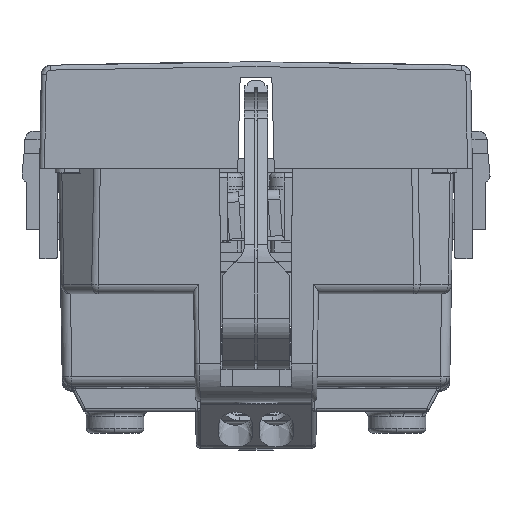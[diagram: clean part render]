
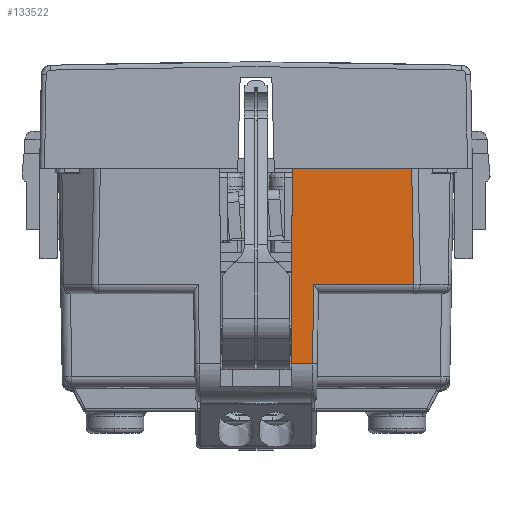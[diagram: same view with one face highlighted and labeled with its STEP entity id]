
A CAD part, left-side view. The second image highlights one B-rep face of the part: STEP entity #133522.
In plain terms, the highlighted planar face has unit normal (-1, 0, -0.018).
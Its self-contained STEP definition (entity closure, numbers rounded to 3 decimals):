
#1084 = CARTESIAN_POINT ( 'NONE',  ( -22.1, 22.277, 30.5 ) ) ;
#2379 = CARTESIAN_POINT ( 'NONE',  ( -21.882, 22.277, 17.983 ) ) ;
#2585 = DIRECTION ( 'NONE',  ( 0.017, 0., -1. ) ) ;
#6253 = EDGE_CURVE ( 'NONE', #137324, #20973, #59414, .T. ) ;
#7743 = CARTESIAN_POINT ( 'NONE',  ( -21.882, -16.349, 17.983 ) ) ;
#9023 = AXIS2_PLACEMENT_3D ( 'NONE', #1084, #37013, #2585 ) ;
#12981 = LINE ( 'NONE', #14813, #40504 ) ;
#14813 = CARTESIAN_POINT ( 'NONE',  ( -22.091, -3.749, 30. ) ) ;
#16052 = LINE ( 'NONE', #54213, #105952 ) ;
#16228 = DIRECTION ( 'NONE',  ( 0.017, 0.017, -1. ) ) ;
#20973 = VERTEX_POINT ( 'NONE', #150011 ) ;
#21618 = CARTESIAN_POINT ( 'NONE',  ( -22.091, -3.749, 30. ) ) ;
#23510 = EDGE_CURVE ( 'NONE', #91559, #90615, #26000, .T. ) ;
#26000 = LINE ( 'NONE', #2379, #86435 ) ;
#32583 = VECTOR ( 'NONE', #16228, 1000. ) ;
#32930 = DIRECTION ( 'NONE',  ( 0., -1., 0. ) ) ;
#37013 = DIRECTION ( 'NONE',  ( -1., 0., -0.017 ) ) ;
#40504 = VECTOR ( 'NONE', #60017, 1000. ) ;
#44512 = FACE_OUTER_BOUND ( 'NONE', #119809, .T. ) ;
#53667 = LINE ( 'NONE', #97054, #57367 ) ;
#54213 = CARTESIAN_POINT ( 'NONE',  ( -22.091, -16.116, 29.993 ) ) ;
#55776 = VECTOR ( 'NONE', #32930, 1000. ) ;
#57367 = VECTOR ( 'NONE', #97537, 1000. ) ;
#59120 = PLANE ( 'NONE',  #9023 ) ;
#59414 = LINE ( 'NONE', #21618, #55776 ) ;
#60017 = DIRECTION ( 'NONE',  ( 0.017, 0.004, -1. ) ) ;
#62446 = ORIENTED_EDGE ( 'NONE', *, *, #6253, .F. ) ;
#64494 = DIRECTION ( 'NONE',  ( -0.017, 0.019, 1. ) ) ;
#64980 = CARTESIAN_POINT ( 'NONE',  ( -21.882, -5.985, 17.983 ) ) ;
#66068 = EDGE_CURVE ( 'NONE', #137324, #84989, #12981, .T. ) ;
#68515 = CARTESIAN_POINT ( 'NONE',  ( -21.737, -5.841, 9.73 ) ) ;
#73485 = EDGE_CURVE ( 'NONE', #84989, #106086, #53667, .T. ) ;
#83412 = EDGE_CURVE ( 'NONE', #90615, #20973, #16052, .T. ) ;
#84989 = VERTEX_POINT ( 'NONE', #119573 ) ;
#86435 = VECTOR ( 'NONE', #96758, 1000. ) ;
#86456 = ORIENTED_EDGE ( 'NONE', *, *, #66068, .T. ) ;
#90615 = VERTEX_POINT ( 'NONE', #7743 ) ;
#91559 = VERTEX_POINT ( 'NONE', #139382 ) ;
#96758 = DIRECTION ( 'NONE',  ( 0., -1., 0. ) ) ;
#97054 = CARTESIAN_POINT ( 'NONE',  ( -21.737, -3.66, 9.73 ) ) ;
#97537 = DIRECTION ( 'NONE',  ( 0., -1., 0. ) ) ;
#105914 = LINE ( 'NONE', #64980, #32583 ) ;
#105952 = VECTOR ( 'NONE', #64494, 1000. ) ;
#106086 = VERTEX_POINT ( 'NONE', #68515 ) ;
#108511 = CARTESIAN_POINT ( 'NONE',  ( -22.091, -3.749, 30. ) ) ;
#117474 = ORIENTED_EDGE ( 'NONE', *, *, #142248, .F. ) ;
#119573 = CARTESIAN_POINT ( 'NONE',  ( -21.737, -3.66, 9.73 ) ) ;
#119809 = EDGE_LOOP ( 'NONE', ( #117474, #143991, #124591, #62446, #86456, #124987 ) ) ;
#124591 = ORIENTED_EDGE ( 'NONE', *, *, #83412, .T. ) ;
#124987 = ORIENTED_EDGE ( 'NONE', *, *, #73485, .T. ) ;
#133522 = ADVANCED_FACE ( 'NONE', ( #44512 ), #59120, .T. ) ;
#137324 = VERTEX_POINT ( 'NONE', #108511 ) ;
#139382 = CARTESIAN_POINT ( 'NONE',  ( -21.882, -5.985, 17.983 ) ) ;
#142248 = EDGE_CURVE ( 'NONE', #91559, #106086, #105914, .T. ) ;
#143991 = ORIENTED_EDGE ( 'NONE', *, *, #23510, .T. ) ;
#150011 = CARTESIAN_POINT ( 'NONE',  ( -22.091, -16.116, 30. ) ) ;
